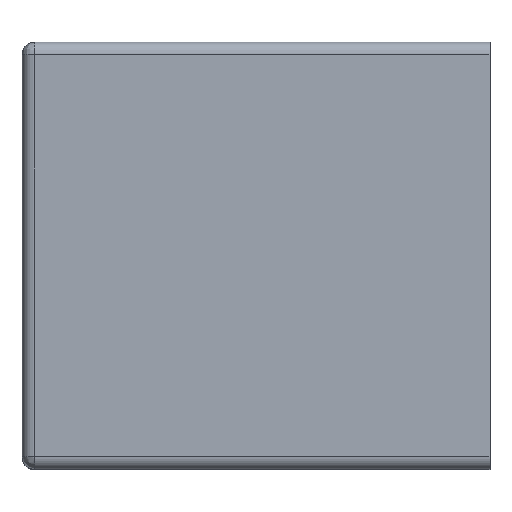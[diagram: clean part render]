
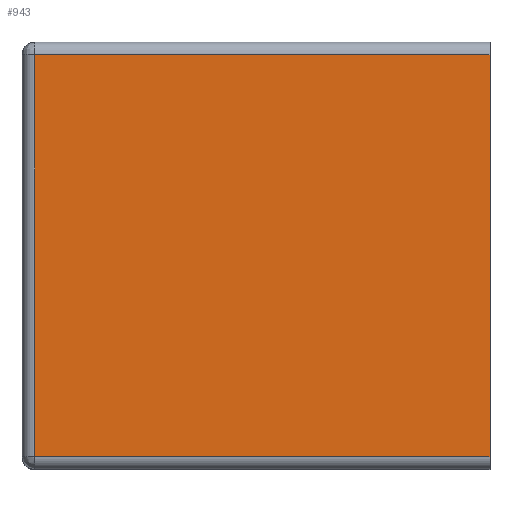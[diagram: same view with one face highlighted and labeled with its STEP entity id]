
A CAD part, top view. The second image highlights one B-rep face of the part: STEP entity #943.
In plain terms, the highlighted planar face has unit normal (0, 0, 1).
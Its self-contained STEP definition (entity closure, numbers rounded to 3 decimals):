
#48 = VECTOR ( 'NONE', #3372, 1000. ) ;
#104 = VERTEX_POINT ( 'NONE', #3636 ) ;
#145 = ORIENTED_EDGE ( 'NONE', *, *, #949, .T. ) ;
#348 = FACE_OUTER_BOUND ( 'NONE', #2474, .T. ) ;
#431 = CARTESIAN_POINT ( 'NONE',  ( 0., -3.95, 7. ) ) ;
#435 = CARTESIAN_POINT ( 'NONE',  ( 0., -4.2, 7. ) ) ;
#546 = DIRECTION ( 'NONE',  ( 0., 0., 1. ) ) ;
#721 = VECTOR ( 'NONE', #2120, 1000. ) ;
#943 = ADVANCED_FACE ( 'NONE', ( #348 ), #4236, .T. ) ;
#949 = EDGE_CURVE ( 'NONE', #104, #3546, #2520, .T. ) ;
#1238 = EDGE_CURVE ( 'NONE', #3546, #4337, #2566, .T. ) ;
#1360 = CARTESIAN_POINT ( 'NONE',  ( 0., 3.95, 7. ) ) ;
#1575 = DIRECTION ( 'NONE',  ( 1., 0., 0. ) ) ;
#1584 = AXIS2_PLACEMENT_3D ( 'NONE', #2579, #546, #2924 ) ;
#1978 = CARTESIAN_POINT ( 'NONE',  ( 0., 3.95, 7. ) ) ;
#2120 = DIRECTION ( 'NONE',  ( 0., -1., 0. ) ) ;
#2185 = ORIENTED_EDGE ( 'NONE', *, *, #1238, .T. ) ;
#2228 = CARTESIAN_POINT ( 'NONE',  ( -8.95, 3.95, 7. ) ) ;
#2447 = ORIENTED_EDGE ( 'NONE', *, *, #2706, .T. ) ;
#2474 = EDGE_LOOP ( 'NONE', ( #2712, #2447, #145, #2185 ) ) ;
#2520 = LINE ( 'NONE', #3251, #3301 ) ;
#2566 = LINE ( 'NONE', #435, #4251 ) ;
#2579 = CARTESIAN_POINT ( 'NONE',  ( 0., -4.2, 7. ) ) ;
#2706 = EDGE_CURVE ( 'NONE', #4180, #104, #3422, .T. ) ;
#2712 = ORIENTED_EDGE ( 'NONE', *, *, #3921, .T. ) ;
#2801 = DIRECTION ( 'NONE',  ( 0., 1., 0. ) ) ;
#2924 = DIRECTION ( 'NONE',  ( 1., 0., 0. ) ) ;
#3153 = CARTESIAN_POINT ( 'NONE',  ( -8.95, -4.2, 7. ) ) ;
#3251 = CARTESIAN_POINT ( 'NONE',  ( 0., -3.95, 7. ) ) ;
#3301 = VECTOR ( 'NONE', #1575, 1000. ) ;
#3372 = DIRECTION ( 'NONE',  ( -1., 0., 0. ) ) ;
#3422 = LINE ( 'NONE', #3153, #721 ) ;
#3540 = LINE ( 'NONE', #1360, #48 ) ;
#3546 = VERTEX_POINT ( 'NONE', #431 ) ;
#3636 = CARTESIAN_POINT ( 'NONE',  ( -8.95, -3.95, 7. ) ) ;
#3921 = EDGE_CURVE ( 'NONE', #4337, #4180, #3540, .T. ) ;
#4180 = VERTEX_POINT ( 'NONE', #2228 ) ;
#4236 = PLANE ( 'NONE',  #1584 ) ;
#4251 = VECTOR ( 'NONE', #2801, 1000. ) ;
#4337 = VERTEX_POINT ( 'NONE', #1978 ) ;
